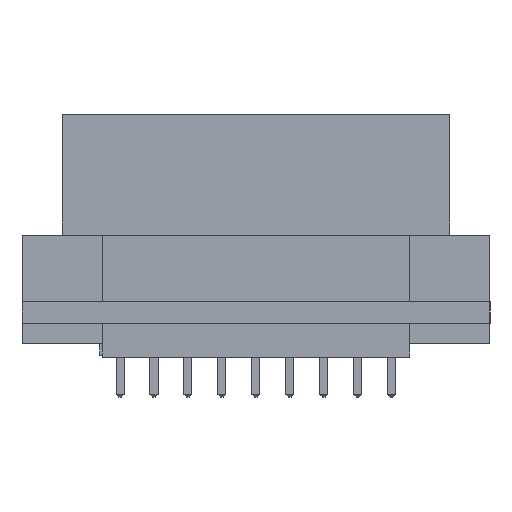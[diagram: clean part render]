
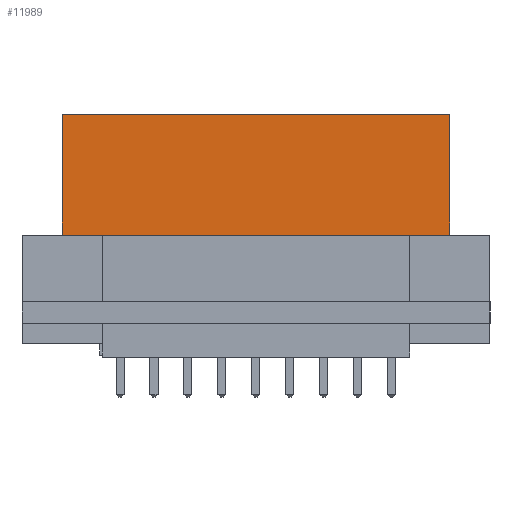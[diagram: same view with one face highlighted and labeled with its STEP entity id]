
A CAD part, left-side view. The second image highlights one B-rep face of the part: STEP entity #11989.
In plain terms, the highlighted planar face has unit normal (-1, 0, 0).
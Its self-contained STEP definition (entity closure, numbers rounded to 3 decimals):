
#7871 = PLANE('',#7872);
#7872 = AXIS2_PLACEMENT_3D('',#7873,#7874,#7875);
#7873 = CARTESIAN_POINT('',(35.,17.515,9.14));
#7874 = DIRECTION('',(0.,0.,1.));
#7875 = DIRECTION('',(1.,0.,0.));
#9825 = EDGE_CURVE('',#9826,#9828,#9830,.T.);
#9826 = VERTEX_POINT('',#9827);
#9827 = CARTESIAN_POINT('',(23.,3.,9.14));
#9828 = VERTEX_POINT('',#9829);
#9829 = CARTESIAN_POINT('',(23.,32.03,9.14));
#9830 = SURFACE_CURVE('',#9831,(#9835,#9842),.PCURVE_S1.);
#9831 = LINE('',#9832,#9833);
#9832 = CARTESIAN_POINT('',(23.,3.,9.14));
#9833 = VECTOR('',#9834,1.);
#9834 = DIRECTION('',(0.,1.,0.));
#9835 = PCURVE('',#7871,#9836);
#9836 = DEFINITIONAL_REPRESENTATION('',(#9837),#9841);
#9837 = LINE('',#9838,#9839);
#9838 = CARTESIAN_POINT('',(-12.,-14.515));
#9839 = VECTOR('',#9840,1.);
#9840 = DIRECTION('',(0.,1.));
#9841 = ( GEOMETRIC_REPRESENTATION_CONTEXT(2) 
PARAMETRIC_REPRESENTATION_CONTEXT() REPRESENTATION_CONTEXT('2D SPACE',''
  ) );
#9842 = PCURVE('',#9843,#9848);
#9843 = PLANE('',#9844);
#9844 = AXIS2_PLACEMENT_3D('',#9845,#9846,#9847);
#9845 = CARTESIAN_POINT('',(23.,3.,9.14));
#9846 = DIRECTION('',(-1.,0.,0.));
#9847 = DIRECTION('',(0.,1.,0.));
#9848 = DEFINITIONAL_REPRESENTATION('',(#9849),#9853);
#9849 = LINE('',#9850,#9851);
#9850 = CARTESIAN_POINT('',(0.,0.));
#9851 = VECTOR('',#9852,1.);
#9852 = DIRECTION('',(1.,0.));
#9853 = ( GEOMETRIC_REPRESENTATION_CONTEXT(2) 
PARAMETRIC_REPRESENTATION_CONTEXT() REPRESENTATION_CONTEXT('2D SPACE',''
  ) );
#9871 = PLANE('',#9872);
#9872 = AXIS2_PLACEMENT_3D('',#9873,#9874,#9875);
#9873 = CARTESIAN_POINT('',(23.,32.03,9.14));
#9874 = DIRECTION('',(0.,1.,0.));
#9875 = DIRECTION('',(1.,0.,0.));
#9925 = PLANE('',#9926);
#9926 = AXIS2_PLACEMENT_3D('',#9927,#9928,#9929);
#9927 = CARTESIAN_POINT('',(52.,3.,9.14));
#9928 = DIRECTION('',(0.,-1.,0.));
#9929 = DIRECTION('',(-1.,0.,0.));
#11989 = ADVANCED_FACE('',(#11990),#9843,.T.);
#11990 = FACE_BOUND('',#11991,.T.);
#11991 = EDGE_LOOP('',(#11992,#12015,#12043,#12064));
#11992 = ORIENTED_EDGE('',*,*,#11993,.T.);
#11993 = EDGE_CURVE('',#9826,#11994,#11996,.T.);
#11994 = VERTEX_POINT('',#11995);
#11995 = CARTESIAN_POINT('',(23.,3.,18.14));
#11996 = SURFACE_CURVE('',#11997,(#12001,#12008),.PCURVE_S1.);
#11997 = LINE('',#11998,#11999);
#11998 = CARTESIAN_POINT('',(23.,3.,9.14));
#11999 = VECTOR('',#12000,1.);
#12000 = DIRECTION('',(0.,0.,1.));
#12001 = PCURVE('',#9843,#12002);
#12002 = DEFINITIONAL_REPRESENTATION('',(#12003),#12007);
#12003 = LINE('',#12004,#12005);
#12004 = CARTESIAN_POINT('',(0.,0.));
#12005 = VECTOR('',#12006,1.);
#12006 = DIRECTION('',(0.,-1.));
#12007 = ( GEOMETRIC_REPRESENTATION_CONTEXT(2) 
PARAMETRIC_REPRESENTATION_CONTEXT() REPRESENTATION_CONTEXT('2D SPACE',''
  ) );
#12008 = PCURVE('',#9925,#12009);
#12009 = DEFINITIONAL_REPRESENTATION('',(#12010),#12014);
#12010 = LINE('',#12011,#12012);
#12011 = CARTESIAN_POINT('',(29.,0.));
#12012 = VECTOR('',#12013,1.);
#12013 = DIRECTION('',(0.,-1.));
#12014 = ( GEOMETRIC_REPRESENTATION_CONTEXT(2) 
PARAMETRIC_REPRESENTATION_CONTEXT() REPRESENTATION_CONTEXT('2D SPACE',''
  ) );
#12015 = ORIENTED_EDGE('',*,*,#12016,.T.);
#12016 = EDGE_CURVE('',#11994,#12017,#12019,.T.);
#12017 = VERTEX_POINT('',#12018);
#12018 = CARTESIAN_POINT('',(23.,32.03,18.14));
#12019 = SURFACE_CURVE('',#12020,(#12024,#12031),.PCURVE_S1.);
#12020 = LINE('',#12021,#12022);
#12021 = CARTESIAN_POINT('',(23.,3.,18.14));
#12022 = VECTOR('',#12023,1.);
#12023 = DIRECTION('',(0.,1.,0.));
#12024 = PCURVE('',#9843,#12025);
#12025 = DEFINITIONAL_REPRESENTATION('',(#12026),#12030);
#12026 = LINE('',#12027,#12028);
#12027 = CARTESIAN_POINT('',(0.,-9.));
#12028 = VECTOR('',#12029,1.);
#12029 = DIRECTION('',(1.,0.));
#12030 = ( GEOMETRIC_REPRESENTATION_CONTEXT(2) 
PARAMETRIC_REPRESENTATION_CONTEXT() REPRESENTATION_CONTEXT('2D SPACE',''
  ) );
#12031 = PCURVE('',#12032,#12037);
#12032 = PLANE('',#12033);
#12033 = AXIS2_PLACEMENT_3D('',#12034,#12035,#12036);
#12034 = CARTESIAN_POINT('',(37.5,17.515,18.14));
#12035 = DIRECTION('',(0.,0.,-1.));
#12036 = DIRECTION('',(-1.,0.,0.));
#12037 = DEFINITIONAL_REPRESENTATION('',(#12038),#12042);
#12038 = LINE('',#12039,#12040);
#12039 = CARTESIAN_POINT('',(14.5,-14.515));
#12040 = VECTOR('',#12041,1.);
#12041 = DIRECTION('',(0.,1.));
#12042 = ( GEOMETRIC_REPRESENTATION_CONTEXT(2) 
PARAMETRIC_REPRESENTATION_CONTEXT() REPRESENTATION_CONTEXT('2D SPACE',''
  ) );
#12043 = ORIENTED_EDGE('',*,*,#12044,.F.);
#12044 = EDGE_CURVE('',#9828,#12017,#12045,.T.);
#12045 = SURFACE_CURVE('',#12046,(#12050,#12057),.PCURVE_S1.);
#12046 = LINE('',#12047,#12048);
#12047 = CARTESIAN_POINT('',(23.,32.03,9.14));
#12048 = VECTOR('',#12049,1.);
#12049 = DIRECTION('',(0.,0.,1.));
#12050 = PCURVE('',#9843,#12051);
#12051 = DEFINITIONAL_REPRESENTATION('',(#12052),#12056);
#12052 = LINE('',#12053,#12054);
#12053 = CARTESIAN_POINT('',(29.03,0.));
#12054 = VECTOR('',#12055,1.);
#12055 = DIRECTION('',(0.,-1.));
#12056 = ( GEOMETRIC_REPRESENTATION_CONTEXT(2) 
PARAMETRIC_REPRESENTATION_CONTEXT() REPRESENTATION_CONTEXT('2D SPACE',''
  ) );
#12057 = PCURVE('',#9871,#12058);
#12058 = DEFINITIONAL_REPRESENTATION('',(#12059),#12063);
#12059 = LINE('',#12060,#12061);
#12060 = CARTESIAN_POINT('',(0.,0.));
#12061 = VECTOR('',#12062,1.);
#12062 = DIRECTION('',(0.,-1.));
#12063 = ( GEOMETRIC_REPRESENTATION_CONTEXT(2) 
PARAMETRIC_REPRESENTATION_CONTEXT() REPRESENTATION_CONTEXT('2D SPACE',''
  ) );
#12064 = ORIENTED_EDGE('',*,*,#9825,.F.);
